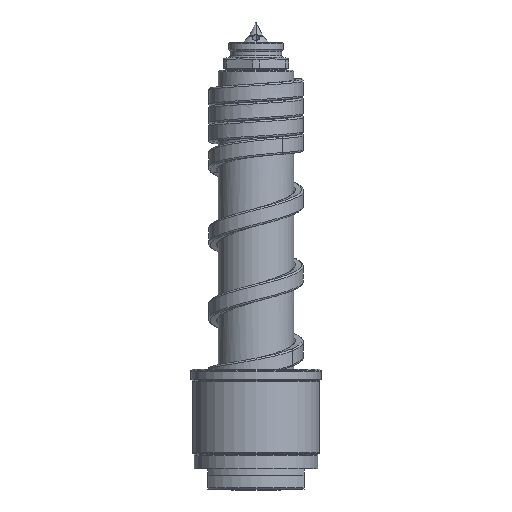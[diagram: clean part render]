
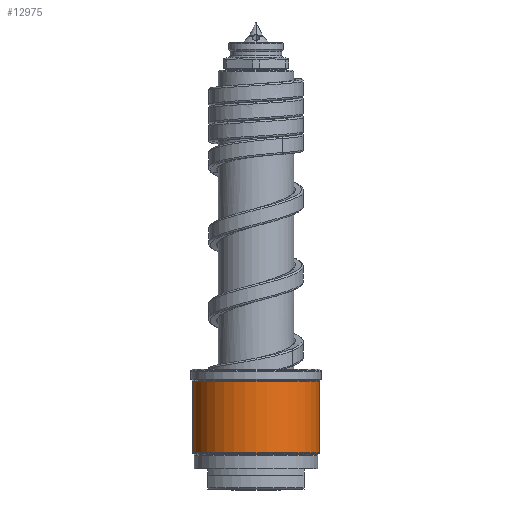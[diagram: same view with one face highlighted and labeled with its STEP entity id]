
A CAD part, front view. The second image highlights one B-rep face of the part: STEP entity #12975.
In plain terms, the highlighted cylindrical face has radius 18.5 mm (diameter 37 mm), a partial arc.
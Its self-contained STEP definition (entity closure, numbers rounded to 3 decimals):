
#4286=CARTESIAN_POINT('',(0.,0.,10.583));
#4287=DIRECTION('',(0.,0.,1.));
#4288=DIRECTION('',(-1.,0.,0.));
#4289=AXIS2_PLACEMENT_3D('',#4286,#4287,#4288);
#4291=DIRECTION('',(0.,0.,-1.));
#4292=VECTOR('',#4291,20.834);
#4293=CARTESIAN_POINT('',(-18.5,0.,31.417));
#4294=LINE('',#4293,#4292);
#4295=CARTESIAN_POINT('',(0.,0.,31.417));
#4296=DIRECTION('',(0.,0.,1.));
#4297=DIRECTION('',(-1.,0.,0.));
#4298=AXIS2_PLACEMENT_3D('',#4295,#4296,#4297);
#4300=DIRECTION('',(0.,0.,-1.));
#4301=VECTOR('',#4300,20.834);
#4302=CARTESIAN_POINT('',(18.5,0.,31.417));
#4303=LINE('',#4302,#4301);
#6947=CARTESIAN_POINT('',(18.5,0.,31.417));
#6948=CARTESIAN_POINT('',(-18.5,0.,31.417));
#6949=VERTEX_POINT('',#6947);
#6950=VERTEX_POINT('',#6948);
#6973=CARTESIAN_POINT('',(18.5,0.,10.583));
#6974=VERTEX_POINT('',#6973);
#6975=CARTESIAN_POINT('',(-18.5,0.,10.583));
#6976=VERTEX_POINT('',#6975);
#12963=CARTESIAN_POINT('',(0.,0.,8.75));
#12964=DIRECTION('',(0.,0.,1.));
#12965=DIRECTION('',(-1.,0.,0.));
#12966=AXIS2_PLACEMENT_3D('',#12963,#12964,#12965);
#12967=CYLINDRICAL_SURFACE('',#12966,18.5);
#12968=ORIENTED_EDGE('',*,*,#11014,.F.);
#12969=ORIENTED_EDGE('',*,*,#10995,.F.);
#12971=ORIENTED_EDGE('',*,*,#12970,.T.);
#12972=ORIENTED_EDGE('',*,*,#10991,.T.);
#12973=EDGE_LOOP('',(#12968,#12969,#12971,#12972));
#12974=FACE_OUTER_BOUND('',#12973,.F.);
#4290=CIRCLE('',#4289,18.5);
#4299=CIRCLE('',#4298,18.5);
#10991=EDGE_CURVE('',#6949,#6974,#4303,.T.);
#10995=EDGE_CURVE('',#6950,#6976,#4294,.T.);
#11014=EDGE_CURVE('',#6976,#6974,#4290,.T.);
#12970=EDGE_CURVE('',#6950,#6949,#4299,.T.);
#12975=ADVANCED_FACE('',(#12974),#12967,.T.);
